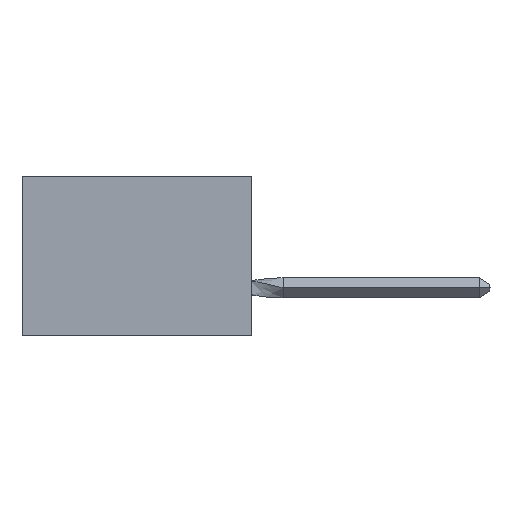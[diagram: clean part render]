
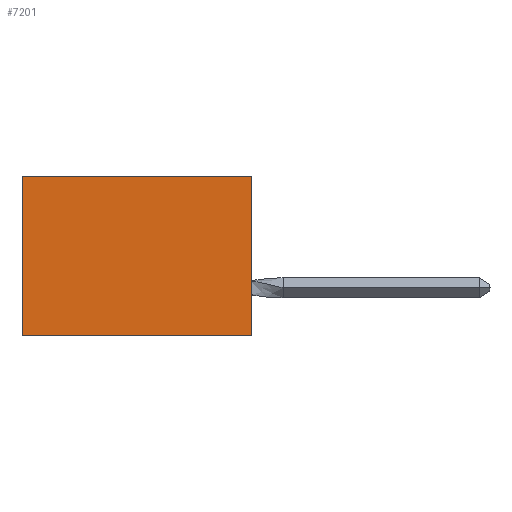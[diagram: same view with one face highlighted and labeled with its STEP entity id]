
A CAD part, left-side view. The second image highlights one B-rep face of the part: STEP entity #7201.
In plain terms, the highlighted planar face has unit normal (-1, 0, 0).
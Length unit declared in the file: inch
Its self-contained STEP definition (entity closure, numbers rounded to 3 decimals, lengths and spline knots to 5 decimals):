
#1031 = CARTESIAN_POINT ( 'NONE',  ( 0.305, 0., 0. ) ) ;
#1054 = LINE ( 'NONE', #10840, #1282 ) ;
#1282 = VECTOR ( 'NONE', #13526, 39.37008 ) ;
#1808 = VERTEX_POINT ( 'NONE', #16391 ) ;
#2130 = EDGE_CURVE ( 'NONE', #1808, #6673, #1054, .T. ) ;
#2190 = DIRECTION ( 'NONE',  ( 1., 0., 0. ) ) ;
#2377 = LINE ( 'NONE', #4546, #15003 ) ;
#3473 = CARTESIAN_POINT ( 'NONE',  ( 0.305, 0., -0.5 ) ) ;
#4044 = DIRECTION ( 'NONE',  ( 0., 1., 0. ) ) ;
#4546 = CARTESIAN_POINT ( 'NONE',  ( 0.305, 0.72, -0.5 ) ) ;
#6617 = AXIS2_PLACEMENT_3D ( 'NONE', #8744, #2190, #10061 ) ;
#6673 = VERTEX_POINT ( 'NONE', #15548 ) ;
#7201 = ADVANCED_FACE ( 'NONE', ( #13089 ), #11351, .F. ) ;
#7335 = EDGE_CURVE ( 'NONE', #1808, #16141, #9787, .T. ) ;
#8104 = LINE ( 'NONE', #3473, #10986 ) ;
#8157 = VECTOR ( 'NONE', #4044, 39.37008 ) ;
#8373 = CARTESIAN_POINT ( 'NONE',  ( 0.305, 0.72, -0.5 ) ) ;
#8744 = CARTESIAN_POINT ( 'NONE',  ( 0.305, 0., -0.5 ) ) ;
#9787 = LINE ( 'NONE', #1031, #8157 ) ;
#10061 = DIRECTION ( 'NONE',  ( 0., 0., -1. ) ) ;
#10677 = ORIENTED_EDGE ( 'NONE', *, *, #2130, .F. ) ;
#10840 = CARTESIAN_POINT ( 'NONE',  ( 0.305, 0., -0.5 ) ) ;
#10890 = ORIENTED_EDGE ( 'NONE', *, *, #16441, .F. ) ;
#10986 = VECTOR ( 'NONE', #11303, 39.37008 ) ;
#11303 = DIRECTION ( 'NONE',  ( 0., 1., 0. ) ) ;
#11351 = PLANE ( 'NONE',  #6617 ) ;
#11699 = EDGE_CURVE ( 'NONE', #16141, #13549, #2377, .T. ) ;
#12239 = CARTESIAN_POINT ( 'NONE',  ( 0.305, 0.72, 0. ) ) ;
#13050 = EDGE_LOOP ( 'NONE', ( #14443, #10890, #10677, #15608 ) ) ;
#13089 = FACE_OUTER_BOUND ( 'NONE', #13050, .T. ) ;
#13526 = DIRECTION ( 'NONE',  ( 0., 0., -1. ) ) ;
#13549 = VERTEX_POINT ( 'NONE', #8373 ) ;
#14443 = ORIENTED_EDGE ( 'NONE', *, *, #11699, .T. ) ;
#15003 = VECTOR ( 'NONE', #16593, 39.37008 ) ;
#15548 = CARTESIAN_POINT ( 'NONE',  ( 0.305, 0., -0.5 ) ) ;
#15608 = ORIENTED_EDGE ( 'NONE', *, *, #7335, .T. ) ;
#16141 = VERTEX_POINT ( 'NONE', #12239 ) ;
#16391 = CARTESIAN_POINT ( 'NONE',  ( 0.305, 0., 0. ) ) ;
#16441 = EDGE_CURVE ( 'NONE', #6673, #13549, #8104, .T. ) ;
#16593 = DIRECTION ( 'NONE',  ( 0., 0., -1. ) ) ;
